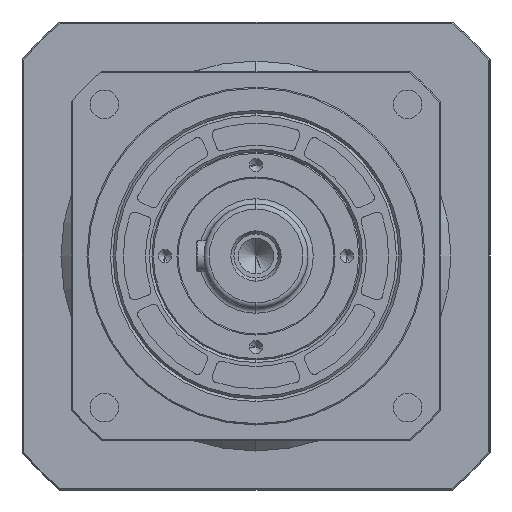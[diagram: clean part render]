
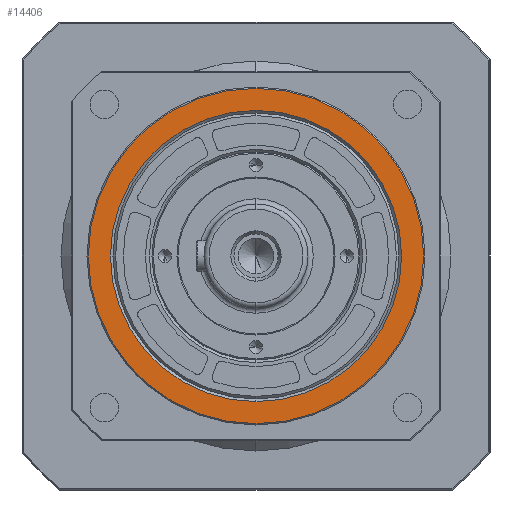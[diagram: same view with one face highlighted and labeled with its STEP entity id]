
A CAD part, left-side view. The second image highlights one B-rep face of the part: STEP entity #14406.
In plain terms, the highlighted planar face has unit normal (-1, 0, 0).
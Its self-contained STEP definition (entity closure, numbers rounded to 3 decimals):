
#182 = CARTESIAN_POINT ( 'NONE',  ( 0., 0., 0. ) ) ;
#940 = EDGE_CURVE ( 'NONE', #22437, #12871, #12247, .T. ) ;
#1623 = PLANE ( 'NONE',  #6800 ) ;
#1967 = DIRECTION ( 'NONE',  ( 0., 0., -1. ) ) ;
#3076 = CIRCLE ( 'NONE', #10443, 64.5 ) ;
#3824 = CARTESIAN_POINT ( 'NONE',  ( 0., 0., 0. ) ) ;
#3954 = ORIENTED_EDGE ( 'NONE', *, *, #6482, .T. ) ;
#5604 = DIRECTION ( 'NONE',  ( 0., 0., -1. ) ) ;
#6482 = EDGE_CURVE ( 'NONE', #19214, #14380, #3076, .T. ) ;
#6800 = AXIS2_PLACEMENT_3D ( 'NONE', #21174, #17650, #6974 ) ;
#6905 = CARTESIAN_POINT ( 'NONE',  ( 0., 0., 64.5 ) ) ;
#6974 = DIRECTION ( 'NONE',  ( 0., 0., -1. ) ) ;
#7125 = CARTESIAN_POINT ( 'NONE',  ( 0., 0., -56. ) ) ;
#7695 = EDGE_LOOP ( 'NONE', ( #17966, #7939 ) ) ;
#7729 = CARTESIAN_POINT ( 'NONE',  ( 0., 0., 56. ) ) ;
#7939 = ORIENTED_EDGE ( 'NONE', *, *, #9734, .F. ) ;
#9734 = EDGE_CURVE ( 'NONE', #12871, #22437, #17404, .T. ) ;
#9765 = CARTESIAN_POINT ( 'NONE',  ( 0., 0., 0. ) ) ;
#10096 = CARTESIAN_POINT ( 'NONE',  ( 0., 0., 0. ) ) ;
#10443 = AXIS2_PLACEMENT_3D ( 'NONE', #3824, #16279, #5604 ) ;
#10988 = CIRCLE ( 'NONE', #20015, 64.5 ) ;
#11566 = DIRECTION ( 'NONE',  ( 0., 0., 1. ) ) ;
#11893 = DIRECTION ( 'NONE',  ( 0., 0., 1. ) ) ;
#12247 = CIRCLE ( 'NONE', #18266, 56. ) ;
#12627 = DIRECTION ( 'NONE',  ( -1., 0., 0. ) ) ;
#12871 = VERTEX_POINT ( 'NONE', #7125 ) ;
#13210 = FACE_BOUND ( 'NONE', #7695, .T. ) ;
#14380 = VERTEX_POINT ( 'NONE', #6905 ) ;
#14406 = ADVANCED_FACE ( 'NONE', ( #22141, #13210 ), #1623, .F. ) ;
#14407 = EDGE_LOOP ( 'NONE', ( #3954, #19766 ) ) ;
#16279 = DIRECTION ( 'NONE',  ( -1., 0., 0. ) ) ;
#16612 = EDGE_CURVE ( 'NONE', #14380, #19214, #10988, .T. ) ;
#17080 = AXIS2_PLACEMENT_3D ( 'NONE', #9765, #22259, #11566 ) ;
#17404 = CIRCLE ( 'NONE', #17080, 56. ) ;
#17650 = DIRECTION ( 'NONE',  ( 1., 0., 0. ) ) ;
#17966 = ORIENTED_EDGE ( 'NONE', *, *, #940, .F. ) ;
#18266 = AXIS2_PLACEMENT_3D ( 'NONE', #10096, #22590, #11893 ) ;
#19214 = VERTEX_POINT ( 'NONE', #22064 ) ;
#19766 = ORIENTED_EDGE ( 'NONE', *, *, #16612, .T. ) ;
#20015 = AXIS2_PLACEMENT_3D ( 'NONE', #182, #12627, #1967 ) ;
#21174 = CARTESIAN_POINT ( 'NONE',  ( 0., 56., 0. ) ) ;
#22064 = CARTESIAN_POINT ( 'NONE',  ( 0., 0., -64.5 ) ) ;
#22141 = FACE_OUTER_BOUND ( 'NONE', #14407, .T. ) ;
#22259 = DIRECTION ( 'NONE',  ( -1., 0., 0. ) ) ;
#22437 = VERTEX_POINT ( 'NONE', #7729 ) ;
#22590 = DIRECTION ( 'NONE',  ( -1., 0., 0. ) ) ;
